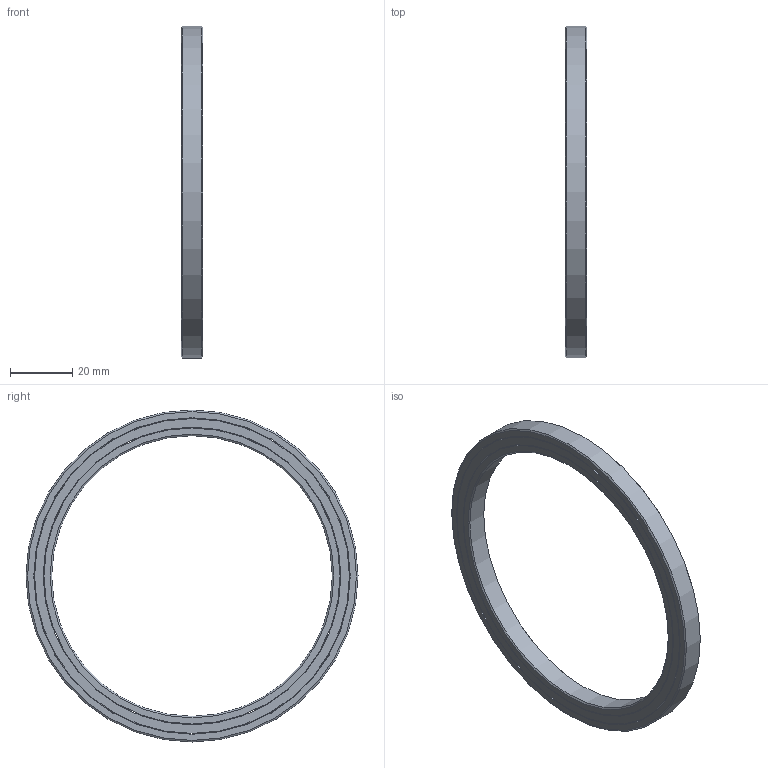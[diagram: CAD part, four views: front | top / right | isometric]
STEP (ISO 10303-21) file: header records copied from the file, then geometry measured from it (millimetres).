
FILE_DESCRIPTION(('HOOPS Exchange Step'),'2;1');
FILE_NAME('ID90.STP','2023-12-18T11:57:28-06:00',('amued'),('None'),'HOOPS Exchange 2022.0','SOLIDWORKS MBD','None');
FILE_SCHEMA( ('AP242_MANAGED_MODEL_BASED_3D_ENGINEERING_MIM_LF {1 0 10303 442 1 1 4 }') );
Length unit declared in the file: millimetre
Products named in the file (1): Default
Bounding box: 7 x 106.5 x 106.5 mm (x, y, z)
Volume: 12685.4 mm3; surface area: 16235.5 mm2
Topology: 3 solids, 3 shells, 134 faces, 386 edges, 257 vertices
Faces by surface type: sphere 66, plane 39, cylinder 13, torus 12, cone 4
Full cylindrical faces by diameter (mm): 89.999 x1, 94.999 x1, 95.5 x1, 101 x1, 101.501 x1, 106.501 x1
Entity records: 10782 total; most frequent: CARTESIAN_POINT 7289, ORIENTED_EDGE 772, DIRECTION 735, EDGE_CURVE 386, AXIS2_PLACEMENT_3D 359, VERTEX_POINT 257, CIRCLE 221, B_SPLINE_CURVE_WITH_KNOTS 148
